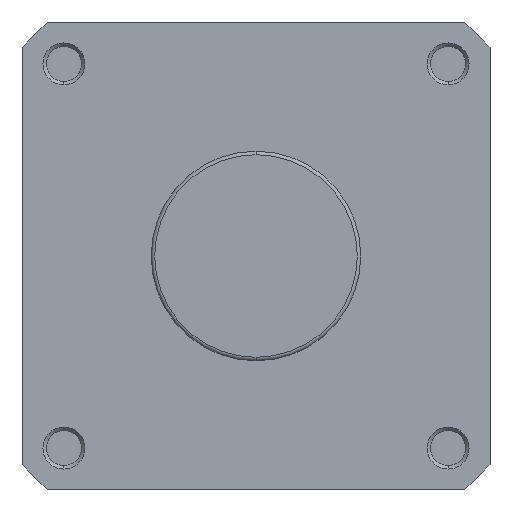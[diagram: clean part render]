
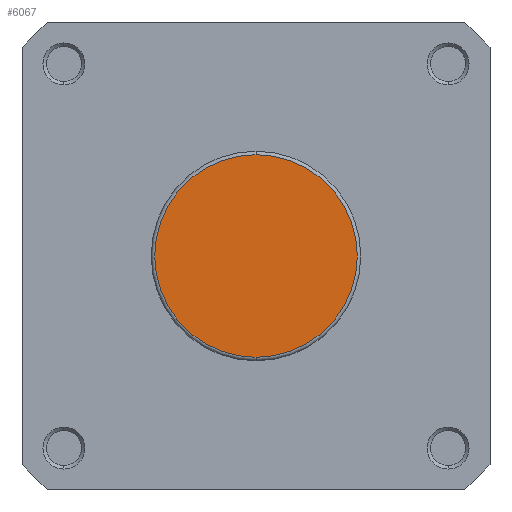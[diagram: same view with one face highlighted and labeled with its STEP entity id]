
A CAD part, left-side view. The second image highlights one B-rep face of the part: STEP entity #6067.
In plain terms, the highlighted planar face has unit normal (-1, 0, 0).
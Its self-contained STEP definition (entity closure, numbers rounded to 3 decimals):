
#1426 = ORIENTED_EDGE ( 'NONE', *, *, #6511, .T. ) ;
#1427 = ORIENTED_EDGE ( 'NONE', *, *, #6399, .T. ) ;
#1904 = EDGE_LOOP ( 'NONE', ( #1427, #1426 ) ) ;
#3061 = CARTESIAN_POINT ( 'NONE',  ( 0., 30., 0. ) ) ;
#3062 = PLANE ( 'NONE',  #6750 ) ;
#3064 = DIRECTION ( 'NONE',  ( 1., 0., 0. ) ) ;
#3065 = DIRECTION ( 'NONE',  ( 0., 0., -1. ) ) ;
#4107 = FACE_OUTER_BOUND ( 'NONE', #1904, .T. ) ;
#4538 = CIRCLE ( 'NONE', #6971, 29. ) ;
#4694 = CIRCLE ( 'NONE', #7040, 29. ) ;
#4895 = CARTESIAN_POINT ( 'NONE',  ( 0., 0., 0. ) ) ;
#4896 = DIRECTION ( 'NONE',  ( -1., 0., 0. ) ) ;
#4897 = DIRECTION ( 'NONE',  ( 0., 0., -1. ) ) ;
#5187 = CARTESIAN_POINT ( 'NONE',  ( 0., 0., 0. ) ) ;
#5188 = DIRECTION ( 'NONE',  ( -1., 0., 0. ) ) ;
#5189 = DIRECTION ( 'NONE',  ( 0., 0., -1. ) ) ;
#5534 = CARTESIAN_POINT ( 'NONE',  ( 0., 0., -29. ) ) ;
#5723 = CARTESIAN_POINT ( 'NONE',  ( 0., 0., 29. ) ) ;
#6067 = ADVANCED_FACE ( 'NONE', ( #4107 ), #3062, .F. ) ;
#6399 = EDGE_CURVE ( 'NONE', #7267, #7460, #4538, .T. ) ;
#6511 = EDGE_CURVE ( 'NONE', #7460, #7267, #4694, .T. ) ;
#6750 = AXIS2_PLACEMENT_3D ( 'NONE', #3061, #3064, #3065 ) ;
#6971 = AXIS2_PLACEMENT_3D ( 'NONE', #4895, #4896, #4897 ) ;
#7040 = AXIS2_PLACEMENT_3D ( 'NONE', #5187, #5188, #5189 ) ;
#7267 = VERTEX_POINT ( 'NONE', #5534 ) ;
#7460 = VERTEX_POINT ( 'NONE', #5723 ) ;
